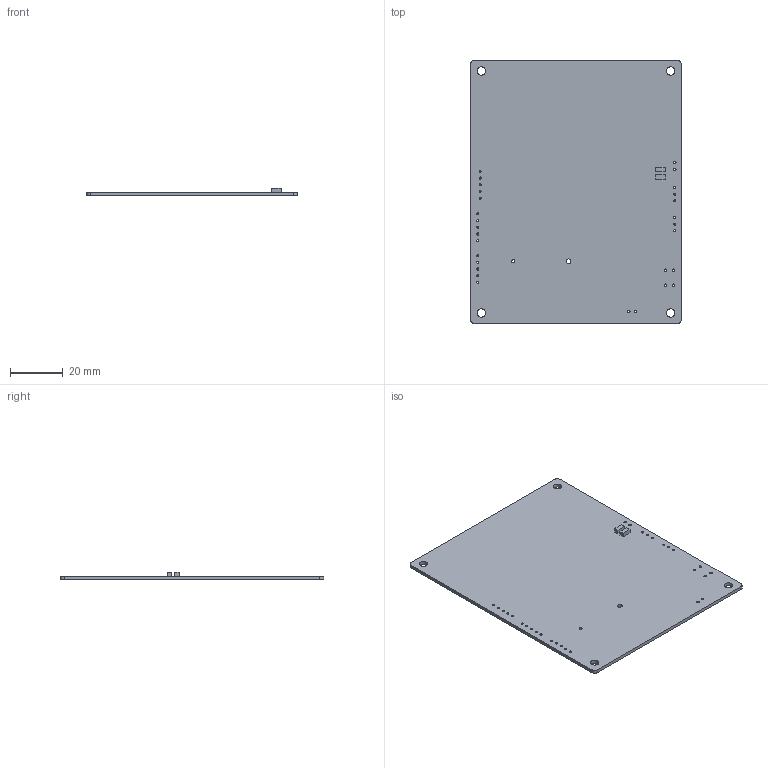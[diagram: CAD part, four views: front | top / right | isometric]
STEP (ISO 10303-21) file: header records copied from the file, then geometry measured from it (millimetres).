
FILE_DESCRIPTION(('Open CASCADE Model'),'2;1');
FILE_NAME('Open CASCADE Shape Model','2020-06-03T10:54:47',('Author'),( 'Open CASCADE'),'Open CASCADE STEP processor 6.8','Open CASCADE 6.8' ,'Unknown');
FILE_SCHEMA(('AUTOMOTIVE_DESIGN { 1 0 10303 214 1 1 1 1 }'));
Length unit declared in the file: millimetre
Products named in the file (6): PCB; Board; D2; 918899112; Extruded; D1
Assembly tree (6 placements, depth 4):
  PCB
    Board
    D2
      918899112
        Extruded
    D1
      918899112
        Extruded
Bounding box: 80.14 x 100.13 x 3.01 mm (x, y, z)
Volume: 10432.3 mm3; surface area: 16634.4 mm2
Topology: 3 solids, 3 shells, 70 faces, 192 edges, 128 vertices
Faces by surface type: cylinder 52, plane 18
Full cylindrical faces by diameter (mm): 0.8 x5, 0.813 x16, 0.9 x2, 1 x6, 1.245 x1, 1.753 x1, 3.2 x4
Entity records: 4838 total; most frequent: CARTESIAN_POINT 935, DIRECTION 752, ORIENTED_EDGE 360, PCURVE 360, DEFINITIONAL_REPRESENTATION 360, LINE 332, VECTOR 332, EDGE_CURVE 180
